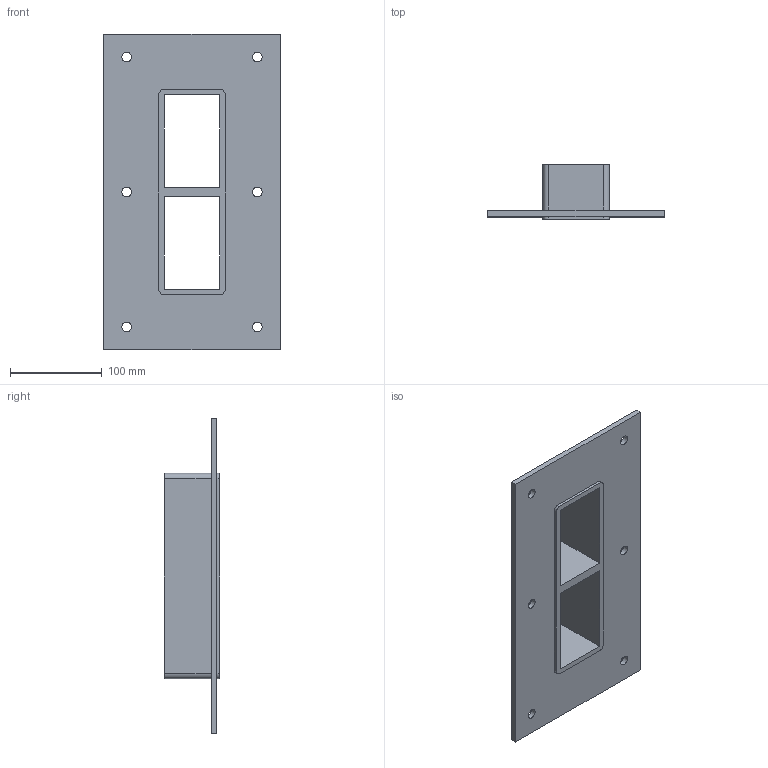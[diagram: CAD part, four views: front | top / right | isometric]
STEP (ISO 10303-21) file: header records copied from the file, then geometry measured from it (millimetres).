
FILE_DESCRIPTION((''),'2;1');
FILE_NAME('GH1+1X1.stp','2015-02-20T10:52:43',('se-emikul'),(''),'Autodesk Inventor 2013','Autodesk Inventor 2013','');
FILE_SCHEMA(('AUTOMOTIVE_DESIGN { 1 0 10303 214 1 1 1 1 }'));
Length unit declared in the file: millimetre
Products named in the file (1): GH1+1X1
Bounding box: 192.5 x 60 x 344 mm (x, y, z)
Volume: 536234 mm3; surface area: 184810.2 mm2
Topology: 1 solids, 1 shells, 38 faces, 108 edges, 74 vertices
Faces by surface type: plane 24, cylinder 14
Full cylindrical faces by diameter (mm): 10.5 x6
Entity records: 1222 total; most frequent: CARTESIAN_POINT 203, DIRECTION 202, ORIENTED_EDGE 192, EDGE_CURVE 96, VERTEX_POINT 68, VECTOR 68, LINE 68, AXIS2_PLACEMENT_3D 67
